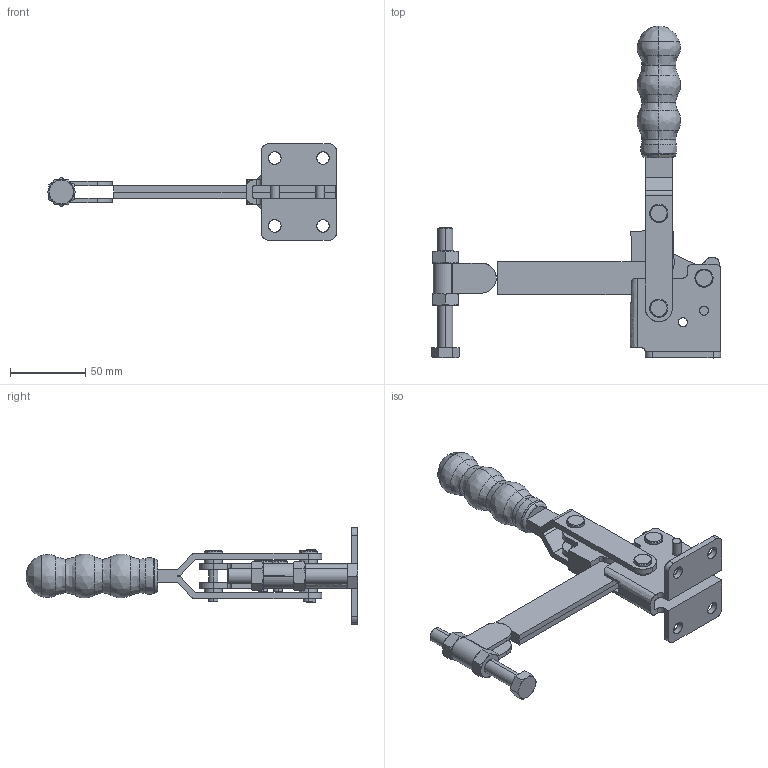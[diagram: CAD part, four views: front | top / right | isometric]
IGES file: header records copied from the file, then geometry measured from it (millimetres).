
Start section: SolidWorks IGES file using analytic representation for surfaces
Global section: file name: 3HGH-13502-A(簡化)-1.IGS; native system: SolidWorks 2016; preprocessor: SolidWorks 2016; author: LinWei; date: 200323.104409; units: millimetre
Bounding box: 191.98 x 220.4 x 64 mm (x, y, z)
Surface area: 66947 mm2 (no closed solid volume)
Topology: 0 solids, 0 shells, 324 faces, 4904 edges, 4902 vertices
Faces by surface type: revolution 181, bspline 143
